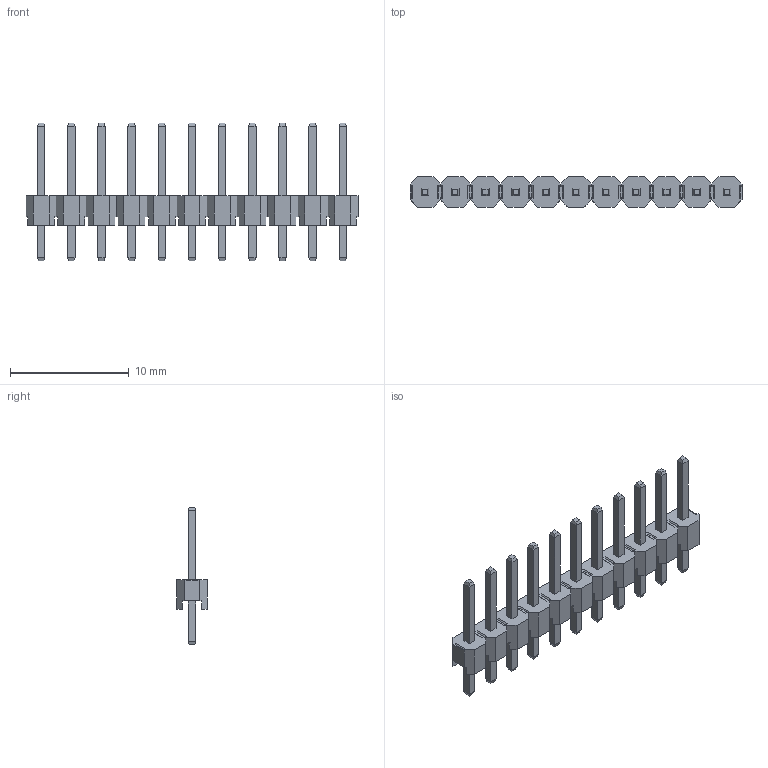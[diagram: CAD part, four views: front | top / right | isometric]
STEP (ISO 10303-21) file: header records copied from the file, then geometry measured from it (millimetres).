
FILE_DESCRIPTION(('STEP AP214'), '1');
FILE_NAME('PLS', '', ('UNSPECIFIED'), ('UNSPECIFIED'), 'ASCON STEP Converter 1.6', 'ASCON Math Kernel', '');
FILE_SCHEMA(('AUTOMOTIVE_DESIGN { 1 0 10303 214 3 1 1}'));
Length unit declared in the file: millimetre
Bounding box: 27.94 x 2.54 x 11.6 mm (x, y, z)
Volume: 169 mm3; surface area: 596.5 mm2
Topology: 1 solids, 1 shells, 370 faces, 920 edges, 584 vertices
Faces by surface type: plane 370
Entity records: 13640 total; most frequent: CARTESIAN_POINT 1875, ORIENTED_EDGE 1840, DIRECTION 1662, EDGE_CURVE 920, LINE 920, VECTOR 920, VERTEX_POINT 584, FACE_BOUND 402
